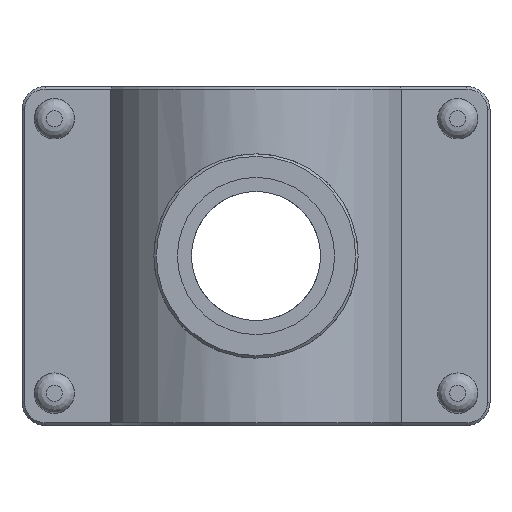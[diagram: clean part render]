
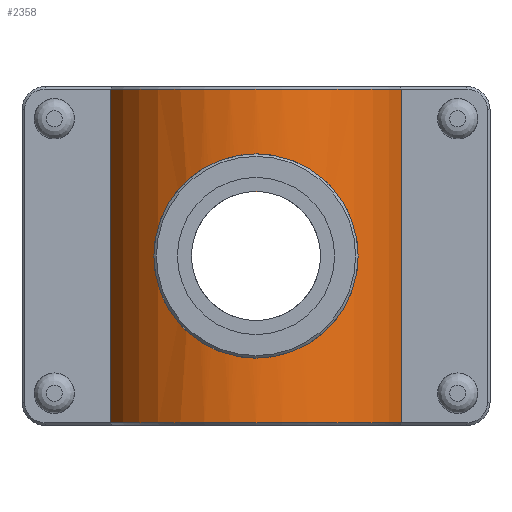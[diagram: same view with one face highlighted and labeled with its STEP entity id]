
A CAD part, front view. The second image highlights one B-rep face of the part: STEP entity #2358.
In plain terms, the highlighted cylindrical face has radius 39.375 mm (diameter 78.75 mm), a partial arc.
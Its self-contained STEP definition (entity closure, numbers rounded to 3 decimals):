
#169=LINE('',#4170,#357);
#170=LINE('',#4172,#358);
#357=VECTOR('',#3103,82.74);
#358=VECTOR('',#3106,82.74);
#588=CIRCLE('',#2555,39.375);
#589=CIRCLE('',#2558,39.375);
#652=FACE_BOUND('',#954,.T.);
#777=FACE_OUTER_BOUND('',#953,.T.);
#953=EDGE_LOOP('',(#1961,#1962,#1963,#1964));
#954=EDGE_LOOP('',(#1965));
#1042=B_SPLINE_CURVE_WITH_KNOTS('',3,(#3409,#3410,#3411,#3412,#3413,#3414,
#3415,#3416,#3417,#3418,#3419,#3420,#3421,#3422,#3423,#3424,#3425,#3426,
#3427,#3428,#3429,#3430,#3431,#3432,#3433,#3434,#3435,#3436,#3437,#3438,
#3439,#3440,#3441,#3442,#3443,#3444,#3445,#3446,#3447,#3448,#3449,#3450,
#3451,#3452,#3453,#3454,#3455,#3456,#3457,#3458,#3459,#3460,#3461,#3462,
#3463,#3464,#3465,#3466),.UNSPECIFIED.,.T.,.F.,(4,2,2,2,2,2,2,2,2,2,2,2,
2,2,2,2,2,2,2,2,2,2,2,2,2,2,2,2,4),(0.,0.305,0.611,
1.222,1.527,1.832,2.137,2.442,
2.747,3.052,3.357,3.662,4.273,
4.578,4.884,5.189,5.494,6.105,
6.41,6.715,7.02,7.325,7.63,
7.935,8.241,8.546,9.156,9.462,
9.767),.UNSPECIFIED.);
#1058=VERTEX_POINT('',#3408);
#1193=VERTEX_POINT('',#4110);
#1194=VERTEX_POINT('',#4115);
#1195=VERTEX_POINT('',#4122);
#1197=VERTEX_POINT('',#4131);
#1274=EDGE_CURVE('',#1058,#1058,#1042,.T.);
#1462=EDGE_CURVE('',#1193,#1194,#588,.T.);
#1468=EDGE_CURVE('',#1197,#1195,#589,.T.);
#1485=EDGE_CURVE('',#1193,#1195,#169,.T.);
#1486=EDGE_CURVE('',#1194,#1197,#170,.T.);
#1961=ORIENTED_EDGE('',*,*,#1462,.F.);
#1962=ORIENTED_EDGE('',*,*,#1485,.T.);
#1963=ORIENTED_EDGE('',*,*,#1468,.F.);
#1964=ORIENTED_EDGE('',*,*,#1486,.F.);
#1965=ORIENTED_EDGE('',*,*,#1274,.T.);
#2249=CYLINDRICAL_SURFACE('',#2573,39.375);
#2358=ADVANCED_FACE('',(#777,#652),#2249,.T.);
#2555=AXIS2_PLACEMENT_3D('',#4116,#3053,#3054);
#2558=AXIS2_PLACEMENT_3D('',#4136,#3061,#3062);
#2573=AXIS2_PLACEMENT_3D('',#4171,#3104,#3105);
#3053=DIRECTION('center_axis',(0.,0.,-1.));
#3054=DIRECTION('ref_axis',(1.,0.,0.));
#3061=DIRECTION('center_axis',(0.,0.,1.));
#3062=DIRECTION('ref_axis',(1.,0.,0.));
#3103=DIRECTION('',(0.,0.,1.));
#3104=DIRECTION('center_axis',(0.,0.,1.));
#3105=DIRECTION('ref_axis',(1.,0.,0.));
#3106=DIRECTION('',(0.,0.,1.));
#3408=CARTESIAN_POINT('',(-16.,-35.978,0.));
#3409=CARTESIAN_POINT('Ctrl Pts',(-16.,-35.978,0.));
#3410=CARTESIAN_POINT('Ctrl Pts',(-16.,-35.978,1.018));
#3411=CARTESIAN_POINT('Ctrl Pts',(-15.901,-36.022,2.066));
#3412=CARTESIAN_POINT('Ctrl Pts',(-15.49,-36.201,4.143));
#3413=CARTESIAN_POINT('Ctrl Pts',(-15.178,-36.335,5.172));
#3414=CARTESIAN_POINT('Ctrl Pts',(-13.949,-36.832,8.122));
#3415=CARTESIAN_POINT('Ctrl Pts',(-12.722,-37.292,9.905));
#3416=CARTESIAN_POINT('Ctrl Pts',(-10.61,-37.926,12.017));
#3417=CARTESIAN_POINT('Ctrl Pts',(-9.815,-38.142,12.679));
#3418=CARTESIAN_POINT('Ctrl Pts',(-8.08,-38.547,13.85));
#3419=CARTESIAN_POINT('Ctrl Pts',(-7.139,-38.735,14.359));
#3420=CARTESIAN_POINT('Ctrl Pts',(-5.171,-39.047,15.179));
#3421=CARTESIAN_POINT('Ctrl Pts',(-4.142,-39.17,15.491));
#3422=CARTESIAN_POINT('Ctrl Pts',(-2.065,-39.335,15.901));
#3423=CARTESIAN_POINT('Ctrl Pts',(-1.017,-39.375,16.));
#3424=CARTESIAN_POINT('Ctrl Pts',(1.017,-39.375,16.));
#3425=CARTESIAN_POINT('Ctrl Pts',(2.065,-39.335,15.901));
#3426=CARTESIAN_POINT('Ctrl Pts',(4.142,-39.17,15.491));
#3427=CARTESIAN_POINT('Ctrl Pts',(5.171,-39.047,15.179));
#3428=CARTESIAN_POINT('Ctrl Pts',(7.139,-38.735,14.359));
#3429=CARTESIAN_POINT('Ctrl Pts',(8.08,-38.547,13.85));
#3430=CARTESIAN_POINT('Ctrl Pts',(9.815,-38.142,12.679));
#3431=CARTESIAN_POINT('Ctrl Pts',(10.61,-37.926,12.017));
#3432=CARTESIAN_POINT('Ctrl Pts',(12.722,-37.292,9.905));
#3433=CARTESIAN_POINT('Ctrl Pts',(13.949,-36.832,8.122));
#3434=CARTESIAN_POINT('Ctrl Pts',(15.178,-36.335,5.172));
#3435=CARTESIAN_POINT('Ctrl Pts',(15.49,-36.201,4.143));
#3436=CARTESIAN_POINT('Ctrl Pts',(15.901,-36.022,2.066));
#3437=CARTESIAN_POINT('Ctrl Pts',(16.,-35.978,1.018));
#3438=CARTESIAN_POINT('Ctrl Pts',(16.,-35.978,-1.018));
#3439=CARTESIAN_POINT('Ctrl Pts',(15.901,-36.022,-2.066));
#3440=CARTESIAN_POINT('Ctrl Pts',(15.49,-36.201,-4.143));
#3441=CARTESIAN_POINT('Ctrl Pts',(15.178,-36.335,-5.172));
#3442=CARTESIAN_POINT('Ctrl Pts',(13.949,-36.832,-8.122));
#3443=CARTESIAN_POINT('Ctrl Pts',(12.722,-37.292,-9.905));
#3444=CARTESIAN_POINT('Ctrl Pts',(10.61,-37.926,-12.017));
#3445=CARTESIAN_POINT('Ctrl Pts',(9.815,-38.142,-12.679));
#3446=CARTESIAN_POINT('Ctrl Pts',(8.08,-38.547,-13.85));
#3447=CARTESIAN_POINT('Ctrl Pts',(7.139,-38.735,-14.359));
#3448=CARTESIAN_POINT('Ctrl Pts',(5.171,-39.047,-15.179));
#3449=CARTESIAN_POINT('Ctrl Pts',(4.142,-39.17,-15.491));
#3450=CARTESIAN_POINT('Ctrl Pts',(2.065,-39.335,-15.901));
#3451=CARTESIAN_POINT('Ctrl Pts',(1.017,-39.375,-16.));
#3452=CARTESIAN_POINT('Ctrl Pts',(-1.017,-39.375,-16.));
#3453=CARTESIAN_POINT('Ctrl Pts',(-2.065,-39.335,-15.901));
#3454=CARTESIAN_POINT('Ctrl Pts',(-4.142,-39.17,-15.491));
#3455=CARTESIAN_POINT('Ctrl Pts',(-5.171,-39.047,-15.179));
#3456=CARTESIAN_POINT('Ctrl Pts',(-7.139,-38.735,-14.359));
#3457=CARTESIAN_POINT('Ctrl Pts',(-8.08,-38.547,-13.85));
#3458=CARTESIAN_POINT('Ctrl Pts',(-9.815,-38.142,-12.679));
#3459=CARTESIAN_POINT('Ctrl Pts',(-10.61,-37.926,-12.017));
#3460=CARTESIAN_POINT('Ctrl Pts',(-12.722,-37.292,-9.905));
#3461=CARTESIAN_POINT('Ctrl Pts',(-13.949,-36.832,-8.122));
#3462=CARTESIAN_POINT('Ctrl Pts',(-15.178,-36.335,-5.172));
#3463=CARTESIAN_POINT('Ctrl Pts',(-15.49,-36.201,-4.143));
#3464=CARTESIAN_POINT('Ctrl Pts',(-15.901,-36.022,-2.066));
#3465=CARTESIAN_POINT('Ctrl Pts',(-16.,-35.978,-1.018));
#3466=CARTESIAN_POINT('Ctrl Pts',(-16.,-35.978,0.));
#4110=CARTESIAN_POINT('',(36.088,-15.75,-41.37));
#4115=CARTESIAN_POINT('',(-36.088,-15.75,-41.37));
#4116=CARTESIAN_POINT('Origin',(0.,0.,-41.37));
#4122=CARTESIAN_POINT('',(36.088,-15.75,41.37));
#4131=CARTESIAN_POINT('',(-36.088,-15.75,41.37));
#4136=CARTESIAN_POINT('Origin',(0.,0.,41.37));
#4170=CARTESIAN_POINT('',(36.088,-15.75,0.));
#4171=CARTESIAN_POINT('Origin',(0.,0.,0.));
#4172=CARTESIAN_POINT('',(-36.088,-15.75,0.));
